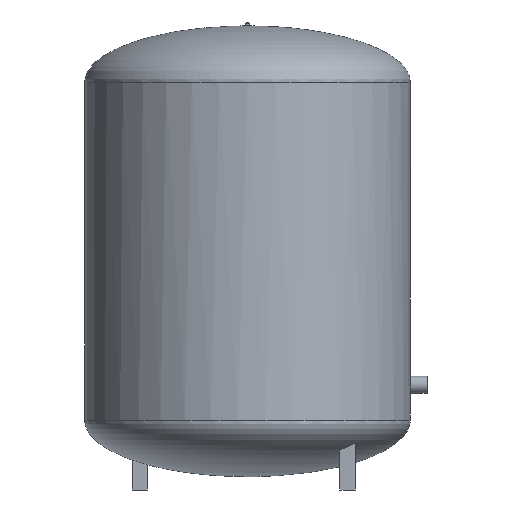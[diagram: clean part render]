
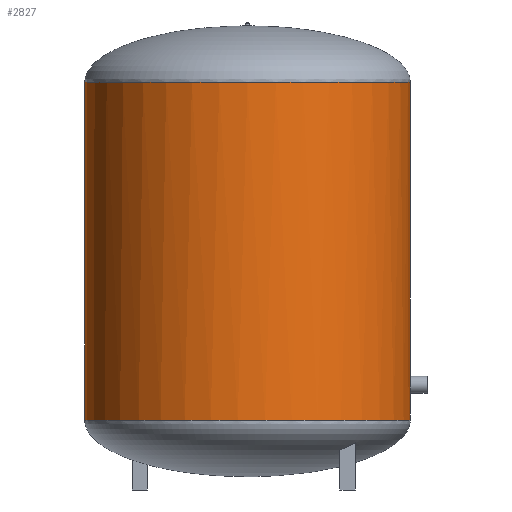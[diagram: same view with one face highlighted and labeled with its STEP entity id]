
A CAD part, front view. The second image highlights one B-rep face of the part: STEP entity #2827.
In plain terms, the highlighted cylindrical face has radius 317 mm (diameter 634 mm), a partial arc.
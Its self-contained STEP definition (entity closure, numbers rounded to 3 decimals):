
#1369=CARTESIAN_POINT('Vertex',(316.999,0.,136.)) ;
#1373=CARTESIAN_POINT('Control Point',(-316.999,0.,136.)) ;
#1374=CARTESIAN_POINT('Control Point',(-316.999,-3.666,136.)) ;
#1375=CARTESIAN_POINT('Control Point',(-316.846,-12.486,136.)) ;
#1376=CARTESIAN_POINT('Control Point',(-316.021,-26.438,136.)) ;
#1377=CARTESIAN_POINT('Control Point',(-314.357,-41.811,136.)) ;
#1378=CARTESIAN_POINT('Control Point',(-311.945,-57.085,136.)) ;
#1379=CARTESIAN_POINT('Control Point',(-308.792,-72.223,136.)) ;
#1380=CARTESIAN_POINT('Control Point',(-304.904,-87.189,136.)) ;
#1381=CARTESIAN_POINT('Control Point',(-300.291,-101.948,136.)) ;
#1382=CARTESIAN_POINT('Control Point',(-294.965,-116.465,136.)) ;
#1383=CARTESIAN_POINT('Control Point',(-288.937,-130.705,136.)) ;
#1384=CARTESIAN_POINT('Control Point',(-282.222,-144.634,136.)) ;
#1385=CARTESIAN_POINT('Control Point',(-274.836,-158.219,136.)) ;
#1386=CARTESIAN_POINT('Control Point',(-266.797,-171.428,136.)) ;
#1387=CARTESIAN_POINT('Control Point',(-258.124,-184.229,136.)) ;
#1388=CARTESIAN_POINT('Control Point',(-248.836,-196.593,136.)) ;
#1389=CARTESIAN_POINT('Control Point',(-238.958,-208.489,136.)) ;
#1390=CARTESIAN_POINT('Control Point',(-228.511,-219.889,136.)) ;
#1391=CARTESIAN_POINT('Control Point',(-217.52,-230.767,136.)) ;
#1392=CARTESIAN_POINT('Control Point',(-206.013,-241.096,136.)) ;
#1393=CARTESIAN_POINT('Control Point',(-194.016,-250.851,136.)) ;
#1394=CARTESIAN_POINT('Control Point',(-181.557,-260.01,136.)) ;
#1395=CARTESIAN_POINT('Control Point',(-168.667,-268.551,136.)) ;
#1396=CARTESIAN_POINT('Control Point',(-155.376,-276.454,136.)) ;
#1397=CARTESIAN_POINT('Control Point',(-141.715,-283.699,136.)) ;
#1398=CARTESIAN_POINT('Control Point',(-127.717,-290.27,136.)) ;
#1399=CARTESIAN_POINT('Control Point',(-113.416,-296.151,136.)) ;
#1400=CARTESIAN_POINT('Control Point',(-98.845,-301.327,136.)) ;
#1401=CARTESIAN_POINT('Control Point',(-84.039,-305.787,136.)) ;
#1402=CARTESIAN_POINT('Control Point',(-69.034,-309.52,136.)) ;
#1403=CARTESIAN_POINT('Control Point',(-53.864,-312.517,136.)) ;
#1404=CARTESIAN_POINT('Control Point',(-38.566,-314.771,136.)) ;
#1405=CARTESIAN_POINT('Control Point',(-23.176,-316.277,136.)) ;
#1406=CARTESIAN_POINT('Control Point',(-7.732,-317.031,136.)) ;
#1407=CARTESIAN_POINT('Control Point',(7.732,-317.031,136.)) ;
#1408=CARTESIAN_POINT('Control Point',(23.176,-316.277,136.)) ;
#1409=CARTESIAN_POINT('Control Point',(38.566,-314.771,136.)) ;
#1410=CARTESIAN_POINT('Control Point',(53.864,-312.517,136.)) ;
#1411=CARTESIAN_POINT('Control Point',(69.034,-309.52,136.)) ;
#1412=CARTESIAN_POINT('Control Point',(84.039,-305.787,136.)) ;
#1413=CARTESIAN_POINT('Control Point',(98.845,-301.327,136.)) ;
#1414=CARTESIAN_POINT('Control Point',(113.416,-296.151,136.)) ;
#1415=CARTESIAN_POINT('Control Point',(127.717,-290.27,136.)) ;
#1416=CARTESIAN_POINT('Control Point',(141.715,-283.699,136.)) ;
#1417=CARTESIAN_POINT('Control Point',(155.376,-276.454,136.)) ;
#1418=CARTESIAN_POINT('Control Point',(168.667,-268.551,136.)) ;
#1419=CARTESIAN_POINT('Control Point',(181.557,-260.01,136.)) ;
#1420=CARTESIAN_POINT('Control Point',(194.016,-250.851,136.)) ;
#1421=CARTESIAN_POINT('Control Point',(206.013,-241.096,136.)) ;
#1422=CARTESIAN_POINT('Control Point',(217.52,-230.767,136.)) ;
#1423=CARTESIAN_POINT('Control Point',(228.511,-219.889,136.)) ;
#1424=CARTESIAN_POINT('Control Point',(238.958,-208.489,136.)) ;
#1425=CARTESIAN_POINT('Control Point',(248.836,-196.593,136.)) ;
#1426=CARTESIAN_POINT('Control Point',(258.124,-184.229,136.)) ;
#1427=CARTESIAN_POINT('Control Point',(266.797,-171.428,136.)) ;
#1428=CARTESIAN_POINT('Control Point',(274.836,-158.219,136.)) ;
#1429=CARTESIAN_POINT('Control Point',(282.222,-144.634,136.)) ;
#1430=CARTESIAN_POINT('Control Point',(288.937,-130.705,136.)) ;
#1431=CARTESIAN_POINT('Control Point',(294.965,-116.465,136.)) ;
#1432=CARTESIAN_POINT('Control Point',(300.291,-101.948,136.)) ;
#1433=CARTESIAN_POINT('Control Point',(304.904,-87.189,136.)) ;
#1434=CARTESIAN_POINT('Control Point',(308.792,-72.223,136.)) ;
#1435=CARTESIAN_POINT('Control Point',(311.945,-57.085,136.)) ;
#1436=CARTESIAN_POINT('Control Point',(314.357,-41.811,136.)) ;
#1437=CARTESIAN_POINT('Control Point',(316.021,-26.438,136.)) ;
#1438=CARTESIAN_POINT('Control Point',(316.846,-12.486,136.)) ;
#1439=CARTESIAN_POINT('Control Point',(316.999,-3.666,136.)) ;
#1440=CARTESIAN_POINT('Control Point',(316.999,0.,136.)) ;
#1441=CARTESIAN_POINT('Vertex',(-316.999,0.,136.)) ;
#2771=CARTESIAN_POINT('Vertex',(316.999,0.,794.)) ;
#2773=CARTESIAN_POINT('Vertex',(-317.,0.,794.)) ;
#2776=CARTESIAN_POINT('Line Origine',(317.,0.,136.)) ;
#2780=CARTESIAN_POINT('Vertex',(317.,0.,221.62)) ;
#2783=CARTESIAN_POINT('Line Origine',(317.,0.,136.)) ;
#2787=CARTESIAN_POINT('Vertex',(317.,0.,188.38)) ;
#2790=CARTESIAN_POINT('Line Origine',(317.,0.,136.)) ;
#2795=CARTESIAN_POINT('Line Origine',(-317.,0.,136.)) ;
#2809=CARTESIAN_POINT('Axis2P3D Location',(0.,0.,136.)) ;
#2814=CARTESIAN_POINT('Axis2P3D Location',(0.,0.,794.)) ;
#2777=DIRECTION('Vector Direction',(0.,0.,1.)) ;
#2784=DIRECTION('Vector Direction',(0.,0.,1.)) ;
#2791=DIRECTION('Vector Direction',(0.,0.,1.)) ;
#2796=DIRECTION('Vector Direction',(0.,0.,1.)) ;
#2810=DIRECTION('Axis2P3D Direction',(0.,-0.,1.)) ;
#2811=DIRECTION('Axis2P3D XDirection',(0.,1.,0.)) ;
#2815=DIRECTION('Axis2P3D Direction',(0.,-0.,1.)) ;
#2812=AXIS2_PLACEMENT_3D('Cylinder Axis2P3D',#2809,#2810,#2811) ;
#2816=AXIS2_PLACEMENT_3D('Circle Axis2P3D',#2814,#2815,$) ;
#2820=ORIENTED_EDGE('',*,*,#1443,.F.) ;
#2821=ORIENTED_EDGE('',*,*,#2794,.F.) ;
#2822=ORIENTED_EDGE('',*,*,#2789,.F.) ;
#2823=ORIENTED_EDGE('',*,*,#2782,.F.) ;
#2824=ORIENTED_EDGE('',*,*,#2818,.F.) ;
#2825=ORIENTED_EDGE('',*,*,#2799,.F.) ;
#2778=VECTOR('Line Direction',#2777,1.) ;
#2785=VECTOR('Line Direction',#2784,1.) ;
#2792=VECTOR('Line Direction',#2791,1.) ;
#2797=VECTOR('Line Direction',#2796,1.) ;
#2827=ADVANCED_FACE('PartBody',(#2826),#2813,.T.) ;
#2817=CIRCLE('generated circle',#2816,317.) ;
#2813=CYLINDRICAL_SURFACE('generated cylinder',#2812,317.) ;
#1443=EDGE_CURVE('',#1370,#1442,#1372,.F.) ;
#2782=EDGE_CURVE('',#2772,#2781,#2779,.F.) ;
#2789=EDGE_CURVE('',#2781,#2788,#2786,.F.) ;
#2794=EDGE_CURVE('',#2788,#1370,#2793,.F.) ;
#2799=EDGE_CURVE('',#1442,#2774,#2798,.T.) ;
#2818=EDGE_CURVE('',#2774,#2772,#2817,.T.) ;
#2819=EDGE_LOOP('',(#2820,#2821,#2822,#2823,#2824,#2825)) ;
#2826=FACE_OUTER_BOUND('',#2819,.T.) ;
#2779=LINE('Line',#2776,#2778) ;
#2786=LINE('Line',#2783,#2785) ;
#2793=LINE('Line',#2790,#2792) ;
#2798=LINE('Line',#2795,#2797) ;
#1370=VERTEX_POINT('',#1369) ;
#1442=VERTEX_POINT('',#1441) ;
#2772=VERTEX_POINT('',#2771) ;
#2774=VERTEX_POINT('',#2773) ;
#2781=VERTEX_POINT('',#2780) ;
#2788=VERTEX_POINT('',#2787) ;
#1372=(BOUNDED_CURVE()B_SPLINE_CURVE(3,(#1373,#1374,#1375,#1376,#1377,#1378,#1379,#1380,#1381,#1382,#1383,#1384,#1385,#1386,#1387,#1388,#1389,#1390,#1391,#1392,#1393,#1394,#1395,#1396,#1397,#1398,#1399,#1400,#1401,#1402,#1403,#1404,#1405,#1406,#1407,#1408,#1409,#1410,#1411,#1412,#1413,#1414,#1415,#1416,#1417,#1418,#1419,#1420,#1421,#1422,#1423,#1424,#1425,#1426,#1427,#1428,#1429,#1430,#1431,#1432,#1433,#1434,#1435,#1436,#1437,#1438,#1439,#1440),.UNSPECIFIED.,.F.,.U.)B_SPLINE_CURVE_WITH_KNOTS((4,1,1,1,1,1,1,1,1,1,1,1,1,1,1,1,1,1,1,1,1,1,1,1,1,1,1,1,1,1,1,1,1,1,1,1,1,1,1,1,1,1,1,1,1,1,1,1,1,1,1,1,1,1,1,1,1,1,1,1,1,1,1,1,1,4),(0.,0.035,0.083,0.132,0.181,0.23,0.279,0.327,0.376,0.425,0.474,0.522,0.571,0.62,0.669,0.717,0.766,0.815,0.864,0.912,0.961,1.01,1.059,1.108,1.156,1.205,1.254,1.303,1.351,1.4,1.449,1.498,1.546,1.595,1.644,1.693,1.741,1.79,1.839,1.888,1.937,1.985,2.034,2.083,2.132,2.18,2.229,2.278,2.327,2.375,2.424,2.473,2.522,2.57,2.619,2.668,2.717,2.766,2.814,2.863,2.912,2.961,3.009,3.058,3.107,3.142),.UNSPECIFIED.)CURVE()GEOMETRIC_REPRESENTATION_ITEM()RATIONAL_B_SPLINE_CURVE((1.,1.,1.,1.,1.,1.,1.,1.,1.,1.,1.,1.,1.,1.,1.,1.,1.,1.,1.,1.,1.,1.,1.,1.,1.,1.,1.,1.,1.,1.,1.,1.,1.,1.,1.,1.,1.,1.,1.,1.,1.,1.,1.,1.,1.,1.,1.,1.,1.,1.,1.,1.,1.,1.,1.,1.,1.,1.,1.,1.,1.,1.,1.,1.,1.,1.,1.,1.))REPRESENTATION_ITEM('')) ;
